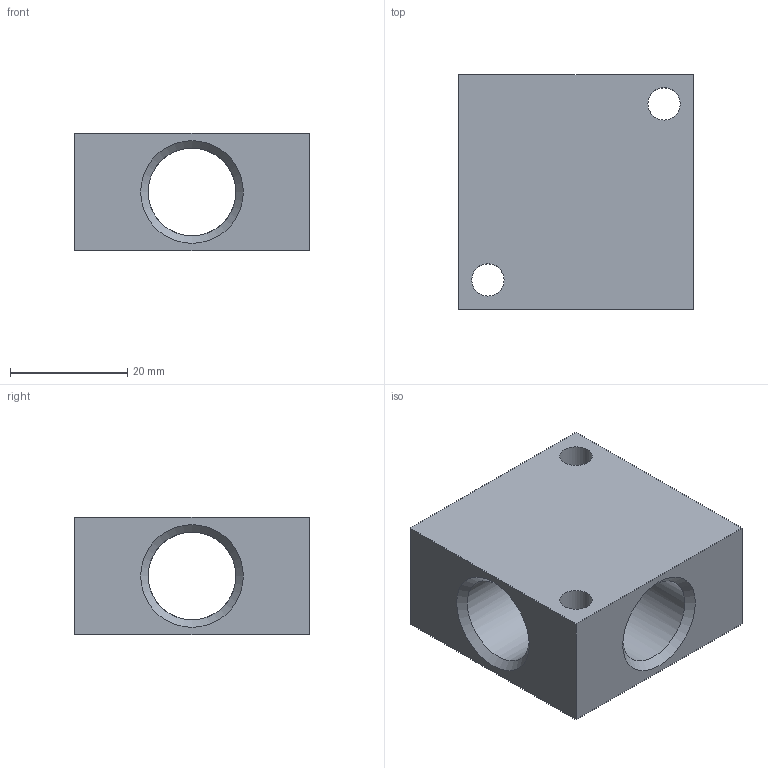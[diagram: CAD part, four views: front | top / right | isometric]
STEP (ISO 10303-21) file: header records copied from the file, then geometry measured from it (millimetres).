
FILE_DESCRIPTION(/* description */ ('RIPART. 3/8 4 U.'),/* implementation_level */ '2;1');
FILE_NAME(/* name */ '6_08_38-4.stp',/* time_stamp */ '2017-10-04T08:29:53+02:00',/* author */ ('Maniean1'),/* organization */ ('Pneumax S.p.A.'),/* preprocessor_version */ 'ST-DEVELOPER v16.5',/* originating_system */ 'Autodesk Inventor 2017',/* authorisation */ '');
FILE_SCHEMA (('AUTOMOTIVE_DESIGN { 1 0 10303 214 3 1 1 }'));
Length unit declared in the file: millimetre
Products named in the file (1): 6.08.38/4
Bounding box: 40 x 40 x 20 mm (x, y, z)
Volume: 19072.8 mm3; surface area: 9025.4 mm2
Topology: 1 solids, 1 shells, 16 faces, 38 edges, 22 vertices
Faces by surface type: cylinder 6, plane 6, cone 4
Full cylindrical faces by diameter (mm): 5.5 x2, 14.95 x4
Entity records: 458 total; most frequent: DIRECTION 78, CARTESIAN_POINT 67, ORIENTED_EDGE 56, EDGE_LOOP 34, AXIS2_PLACEMENT_3D 33, EDGE_CURVE 28, VERTEX_POINT 22, FACE_BOUND 18
